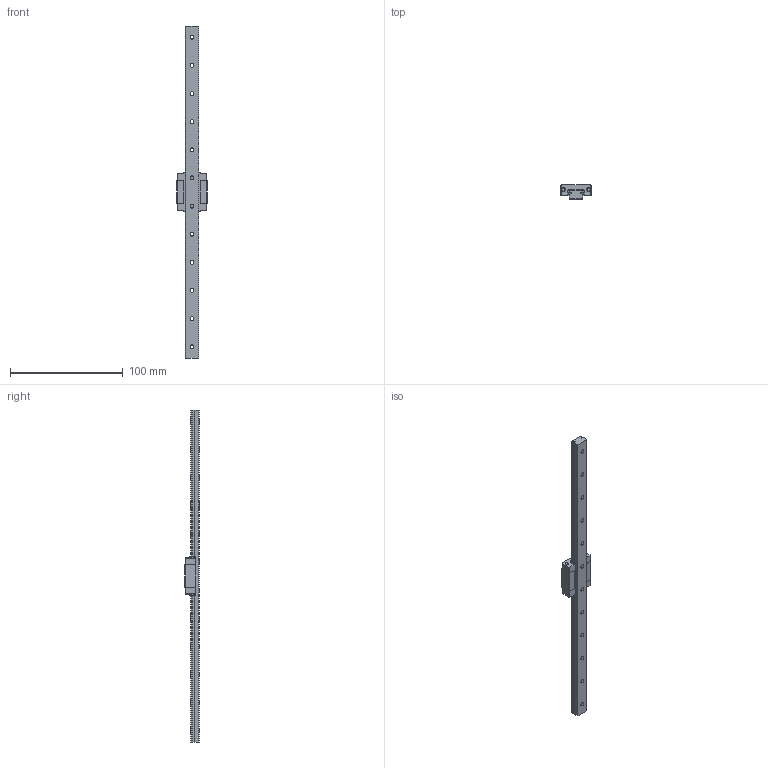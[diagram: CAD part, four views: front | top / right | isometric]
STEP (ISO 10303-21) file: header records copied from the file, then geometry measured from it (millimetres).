
FILE_DESCRIPTION( ( 'STEP AP203' ), ' ' );
FILE_NAME( 'SEBZ13-295.stp', '2017-05-07T09:01:01', ( '' ), ( '' ), ' ', 'PARTsolutions', ' ' );
FILE_SCHEMA( ( 'CONFIG_CONTROL_DESIGN' ) );
Length unit declared in the file: millimetre
Products named in the file (3): SEBZ13-295; _SEBZ13-295_r; _SEBZ13_b
Assembly tree (2 placements, depth 2):
  SEBZ13-295
    _SEBZ13-295_r
    _SEBZ13_b
Bounding box: 27 x 13 x 295 mm (x, y, z)
Volume: 29855.5 mm3; surface area: 17990.4 mm2
Topology: 2 solids, 2 shells, 298 faces, 832 edges, 554 vertices
Faces by surface type: plane 214, cylinder 76, cone 8
Full cylindrical faces by diameter (mm): 2.459 x4, 3 x4, 3.5 x12, 6 x12
Entity records: 9398 total; most frequent: CARTESIAN_POINT 1631, ORIENTED_EDGE 1564, DIRECTION 1540, EDGE_CURVE 782, LINE 626, VECTOR 626, VERTEX_POINT 548, AXIS2_PLACEMENT_3D 457
